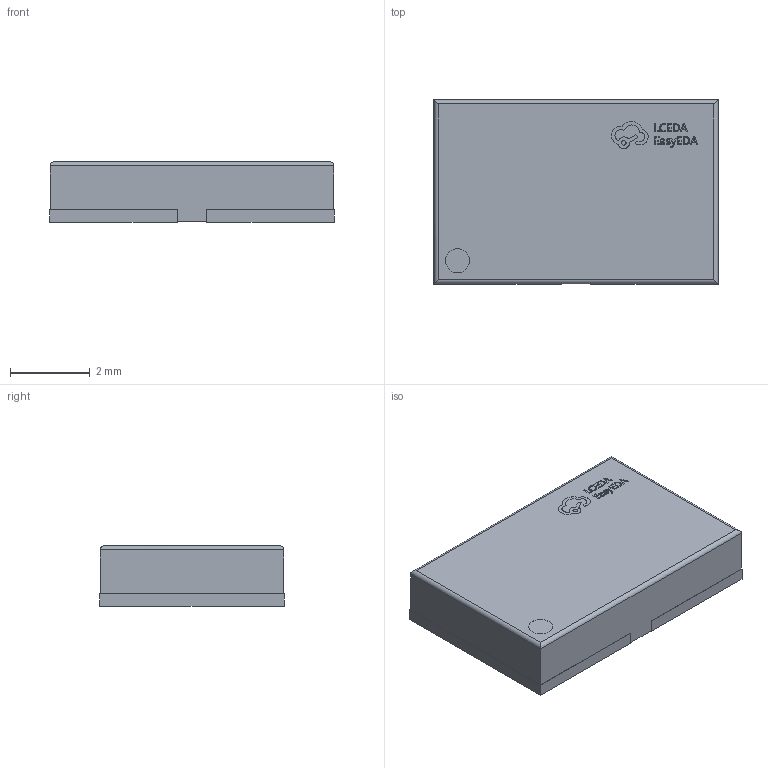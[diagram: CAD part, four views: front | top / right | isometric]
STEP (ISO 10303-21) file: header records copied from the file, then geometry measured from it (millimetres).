
FILE_DESCRIPTION (( 'STEP AP214' ), '1' );
FILE_NAME ('R2818.step', '2022-07-28T08:35:18', ( '' ), ( '' ), 'SwSTEP 2.0', 'SolidWorks 2020', '' );
FILE_SCHEMA (( 'AUTOMOTIVE_DESIGN' ));
Length unit declared in the file: millimetre
Products named in the file (1): R2818
Bounding box: 7.12 x 4.62 x 1.51 mm (x, y, z)
Volume: 49.3 mm3; surface area: 100.2 mm2
Topology: 1 solids, 1 shells, 249 faces, 677 edges, 450 vertices
Faces by surface type: plane 145, bspline 98, cylinder 6
Entity records: 11068 total; most frequent: CARTESIAN_POINT 2695, ORIENTED_EDGE 1354, DIRECTION 781, EDGE_CURVE 677, LINE 469, VECTOR 469, VERTEX_POINT 450, EDGE_LOOP 269
